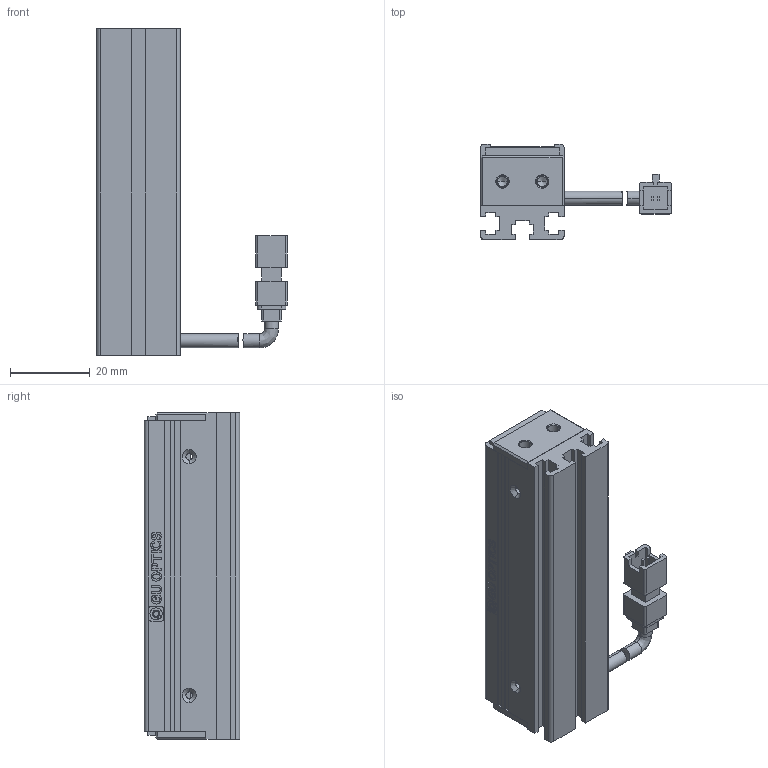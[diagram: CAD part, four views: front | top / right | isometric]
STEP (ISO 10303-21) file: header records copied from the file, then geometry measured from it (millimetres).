
FILE_DESCRIPTION (( 'STEP AP214' ), '1' );
FILE_NAME ('660102-R.STEP', '2019-03-15T09:20:31', ( '' ), ( '' ), 'SwSTEP 2.0', 'SolidWorks 2016', '' );
FILE_SCHEMA (( 'AUTOMOTIVE_DESIGN' ));
Length unit declared in the file: millimetre
Products named in the file (1): 660102-R
Bounding box: 48 x 24 x 82 mm (x, y, z)
Volume: 25111.2 mm3; surface area: 27701.2 mm2
Topology: 8 solids, 8 shells, 690 faces, 1742 edges, 1083 vertices
Faces by surface type: plane 294, cylinder 251, bspline 103, cone 42
Entity records: 27494 total; most frequent: CARTESIAN_POINT 5074, ORIENTED_EDGE 3264, DIRECTION 3231, EDGE_CURVE 1632, AXIS2_PLACEMENT_3D 1130, VERTEX_POINT 1083, VECTOR 971, LINE 971
